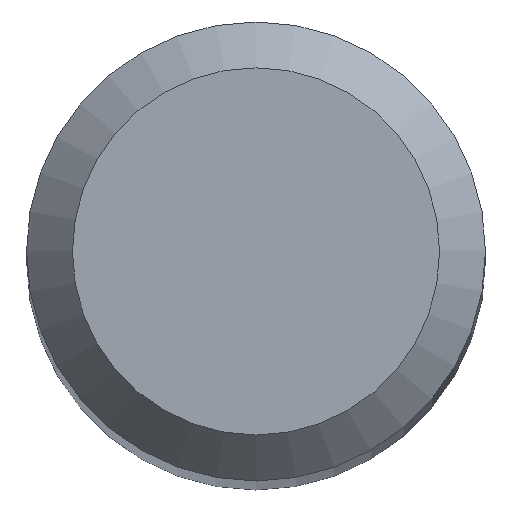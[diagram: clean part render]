
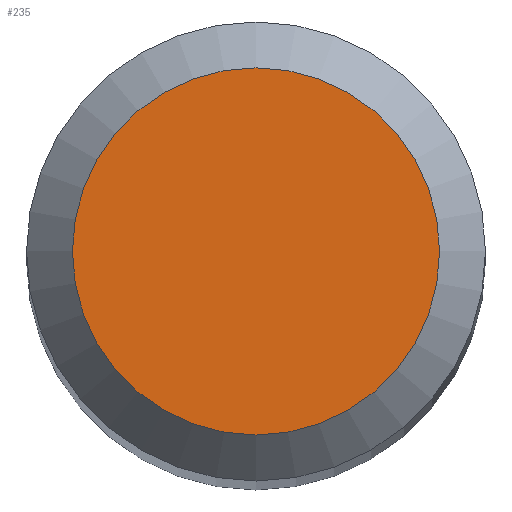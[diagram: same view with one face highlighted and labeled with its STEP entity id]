
A CAD part, top view. The second image highlights one B-rep face of the part: STEP entity #235.
In plain terms, the highlighted planar face has unit normal (0, 0, 1).
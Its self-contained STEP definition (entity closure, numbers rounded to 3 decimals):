
#34 = DIRECTION ( 'NONE',  ( 0., 1., 0. ) ) ;
#39 = DIRECTION ( 'NONE',  ( 0., 1., 0. ) ) ;
#40 = EDGE_LOOP ( 'NONE', ( #145 ) ) ;
#60 = DIRECTION ( 'NONE',  ( 0., 0., -1. ) ) ;
#61 = CARTESIAN_POINT ( 'NONE',  ( 0., 0., 61. ) ) ;
#62 = AXIS2_PLACEMENT_3D ( 'NONE', #61, #60, #39 ) ;
#82 = FACE_OUTER_BOUND ( 'NONE', #40, .T. ) ;
#99 = EDGE_CURVE ( 'NONE', #140, #140, #130, .T. ) ;
#130 = CIRCLE ( 'NONE', #294, 1.2 ) ;
#140 = VERTEX_POINT ( 'NONE', #275 ) ;
#145 = ORIENTED_EDGE ( 'NONE', *, *, #99, .F. ) ;
#232 = PLANE ( 'NONE',  #62 ) ;
#235 = ADVANCED_FACE ( 'NONE', ( #82 ), #232, .F. ) ;
#249 = DIRECTION ( 'NONE',  ( 0., 0., -1. ) ) ;
#250 = CARTESIAN_POINT ( 'NONE',  ( 0., 0., 61. ) ) ;
#275 = CARTESIAN_POINT ( 'NONE',  ( 0., 1.2, 61. ) ) ;
#294 = AXIS2_PLACEMENT_3D ( 'NONE', #250, #249, #34 ) ;
